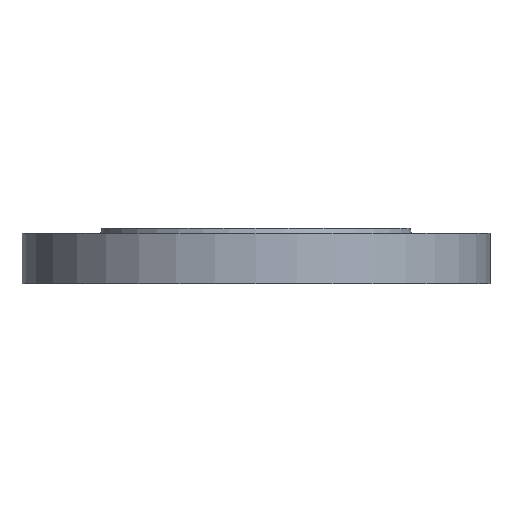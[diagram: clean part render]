
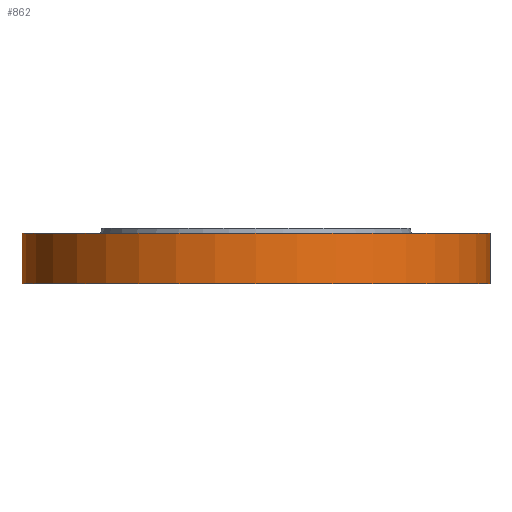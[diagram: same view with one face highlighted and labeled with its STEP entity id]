
A CAD part, front view. The second image highlights one B-rep face of the part: STEP entity #862.
In plain terms, the highlighted cylindrical face has radius 92.5 mm (diameter 185 mm), a partial arc.
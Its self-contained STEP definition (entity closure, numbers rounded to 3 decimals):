
#43 = CARTESIAN_POINT ( 'NONE',  ( 92.5, 0., -22. ) ) ;
#107 = DIRECTION ( 'NONE',  ( 1., 0., 0. ) ) ;
#108 = DIRECTION ( 'NONE',  ( 0., 0., 1. ) ) ;
#109 = CARTESIAN_POINT ( 'NONE',  ( 0., 0., -62. ) ) ;
#110 = CYLINDRICAL_SURFACE ( 'NONE', #235, 92.5 ) ;
#112 = FACE_OUTER_BOUND ( 'NONE', #934, .T. ) ;
#134 = VERTEX_POINT ( 'NONE', #554 ) ;
#235 = AXIS2_PLACEMENT_3D ( 'NONE', #109, #108, #107 ) ;
#253 = CARTESIAN_POINT ( 'NONE',  ( -92.5, 0., -22. ) ) ;
#257 = CARTESIAN_POINT ( 'NONE',  ( 92.5, 0., -2. ) ) ;
#265 = DIRECTION ( 'NONE',  ( 0., 0., 1. ) ) ;
#266 = CARTESIAN_POINT ( 'NONE',  ( 92.5, 0., -62. ) ) ;
#268 = LINE ( 'NONE', #266, #628 ) ;
#284 = DIRECTION ( 'NONE',  ( -1., 0., 0. ) ) ;
#285 = DIRECTION ( 'NONE',  ( 0., 0., -1. ) ) ;
#286 = CARTESIAN_POINT ( 'NONE',  ( 0., 0., -22. ) ) ;
#303 = DIRECTION ( 'NONE',  ( -1., 0., 0. ) ) ;
#304 = DIRECTION ( 'NONE',  ( 0., 0., -1. ) ) ;
#307 = CARTESIAN_POINT ( 'NONE',  ( 0., 0., -2. ) ) ;
#360 = DIRECTION ( 'NONE',  ( 0., 0., 1. ) ) ;
#362 = CARTESIAN_POINT ( 'NONE',  ( -92.5, 0., -62. ) ) ;
#363 = LINE ( 'NONE', #362, #727 ) ;
#554 = CARTESIAN_POINT ( 'NONE',  ( -92.5, 0., -2. ) ) ;
#565 = EDGE_CURVE ( 'NONE', #744, #134, #363, .T. ) ;
#602 = CIRCLE ( 'NONE', #646, 92.5 ) ;
#628 = VECTOR ( 'NONE', #265, 1000. ) ;
#636 = EDGE_CURVE ( 'NONE', #740, #134, #669, .T. ) ;
#646 = AXIS2_PLACEMENT_3D ( 'NONE', #286, #285, #284 ) ;
#663 = AXIS2_PLACEMENT_3D ( 'NONE', #307, #304, #303 ) ;
#669 = CIRCLE ( 'NONE', #663, 92.5 ) ;
#710 = EDGE_CURVE ( 'NONE', #998, #744, #602, .T. ) ;
#727 = VECTOR ( 'NONE', #360, 1000. ) ;
#732 = EDGE_CURVE ( 'NONE', #998, #740, #268, .T. ) ;
#740 = VERTEX_POINT ( 'NONE', #257 ) ;
#744 = VERTEX_POINT ( 'NONE', #253 ) ;
#862 = ADVANCED_FACE ( 'NONE', ( #112 ), #110, .T. ) ;
#869 = ORIENTED_EDGE ( 'NONE', *, *, #565, .F. ) ;
#870 = ORIENTED_EDGE ( 'NONE', *, *, #710, .F. ) ;
#871 = ORIENTED_EDGE ( 'NONE', *, *, #732, .T. ) ;
#873 = ORIENTED_EDGE ( 'NONE', *, *, #636, .T. ) ;
#934 = EDGE_LOOP ( 'NONE', ( #869, #870, #871, #873 ) ) ;
#998 = VERTEX_POINT ( 'NONE', #43 ) ;
